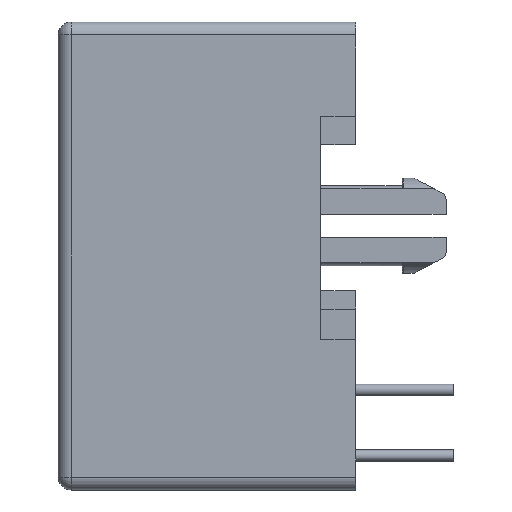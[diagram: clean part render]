
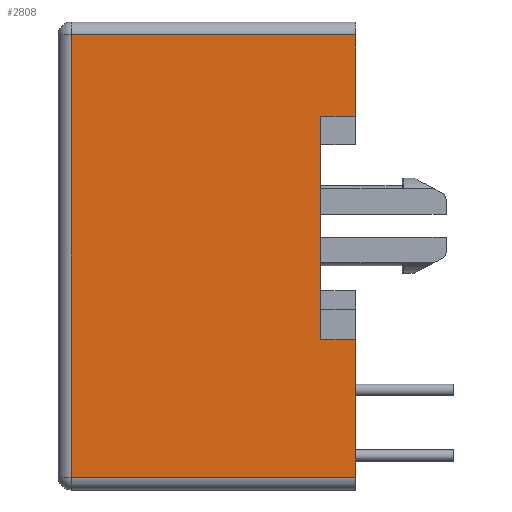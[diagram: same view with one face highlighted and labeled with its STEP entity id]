
A CAD part, left-side view. The second image highlights one B-rep face of the part: STEP entity #2808.
In plain terms, the highlighted planar face has unit normal (-1, 0, 0).
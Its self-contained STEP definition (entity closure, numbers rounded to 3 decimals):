
#26 = EDGE_CURVE ( 'NONE', #4108, #4109, #338, .T. ) ;
#338 = LINE ( 'NONE', #3725, #344 ) ;
#344 = VECTOR ( 'NONE', #3446, 1000. ) ;
#1140 = CARTESIAN_POINT ( 'NONE',  ( 0., 1.35, -3.65 ) ) ;
#1141 = DIRECTION ( 'NONE',  ( 0., -1., 0. ) ) ;
#1142 = CARTESIAN_POINT ( 'NONE',  ( 0., 1.35, -3.65 ) ) ;
#1143 = DIRECTION ( 'NONE',  ( 0., 0., -1. ) ) ;
#1144 = CARTESIAN_POINT ( 'NONE',  ( 0., 1.35, -12.28 ) ) ;
#1145 = DIRECTION ( 'NONE',  ( 0., -1., 0. ) ) ;
#1146 = CARTESIAN_POINT ( 'NONE',  ( 0., 0., -17.6 ) ) ;
#1147 = DIRECTION ( 'NONE',  ( 0., -1., 0. ) ) ;
#1148 = CARTESIAN_POINT ( 'NONE',  ( 0., 11., -18.1 ) ) ;
#1149 = DIRECTION ( 'NONE',  ( 0., 0., -1. ) ) ;
#1150 = CARTESIAN_POINT ( 'NONE',  ( 0., 11.5, -0.5 ) ) ;
#1151 = DIRECTION ( 'NONE',  ( 0., 1., 0. ) ) ;
#1152 = CARTESIAN_POINT ( 'NONE',  ( 0., 0., -18.1 ) ) ;
#1153 = DIRECTION ( 'NONE',  ( 0., 0., 1. ) ) ;
#1274 = CARTESIAN_POINT ( 'NONE',  ( 0., 1.35, -3.65 ) ) ;
#1275 = CARTESIAN_POINT ( 'NONE',  ( 0., 11., -17.6 ) ) ;
#1276 = CARTESIAN_POINT ( 'NONE',  ( 0., 11., -0.5 ) ) ;
#1279 = CARTESIAN_POINT ( 'NONE',  ( 0., 0., -0.5 ) ) ;
#1281 = CARTESIAN_POINT ( 'NONE',  ( 0., 0., -3.65 ) ) ;
#1282 = CARTESIAN_POINT ( 'NONE',  ( 0., 1.35, -12.28 ) ) ;
#1302 = CARTESIAN_POINT ( 'NONE',  ( 0., 0., -17.6 ) ) ;
#1303 = CARTESIAN_POINT ( 'NONE',  ( 0., 0., -12.28 ) ) ;
#1739 = AXIS2_PLACEMENT_3D ( 'NONE', #2192, #2202, #2203 ) ;
#2192 = CARTESIAN_POINT ( 'NONE',  ( 0., 0., -18.1 ) ) ;
#2200 = PLANE ( 'NONE',  #1739 ) ;
#2202 = DIRECTION ( 'NONE',  ( -1., 0., 0. ) ) ;
#2203 = DIRECTION ( 'NONE',  ( 0., 0., 1. ) ) ;
#2382 = FACE_OUTER_BOUND ( 'NONE', #3073, .T. ) ;
#2619 = LINE ( 'NONE', #1140, #2622 ) ;
#2621 = LINE ( 'NONE', #1142, #2624 ) ;
#2622 = VECTOR ( 'NONE', #1141, 1000. ) ;
#2623 = LINE ( 'NONE', #1144, #2626 ) ;
#2624 = VECTOR ( 'NONE', #1143, 1000. ) ;
#2625 = LINE ( 'NONE', #1146, #2628 ) ;
#2626 = VECTOR ( 'NONE', #1145, 1000. ) ;
#2627 = LINE ( 'NONE', #1148, #2630 ) ;
#2628 = VECTOR ( 'NONE', #1147, 1000. ) ;
#2629 = LINE ( 'NONE', #1150, #2632 ) ;
#2630 = VECTOR ( 'NONE', #1149, 1000. ) ;
#2631 = LINE ( 'NONE', #1152, #2634 ) ;
#2632 = VECTOR ( 'NONE', #1151, 1000. ) ;
#2634 = VECTOR ( 'NONE', #1153, 1000. ) ;
#2808 = ADVANCED_FACE ( 'NONE', ( #2382 ), #2200, .T. ) ;
#3073 = EDGE_LOOP ( 'NONE', ( #3233, #3234, #3235, #3236, #3237, #3238, #3239, #3240 ) ) ;
#3233 = ORIENTED_EDGE ( 'NONE', *, *, #3864, .T. ) ;
#3234 = ORIENTED_EDGE ( 'NONE', *, *, #3863, .T. ) ;
#3235 = ORIENTED_EDGE ( 'NONE', *, *, #3862, .T. ) ;
#3236 = ORIENTED_EDGE ( 'NONE', *, *, #3861, .T. ) ;
#3237 = ORIENTED_EDGE ( 'NONE', *, *, #26, .T. ) ;
#3238 = ORIENTED_EDGE ( 'NONE', *, *, #3860, .F. ) ;
#3239 = ORIENTED_EDGE ( 'NONE', *, *, #3859, .F. ) ;
#3240 = ORIENTED_EDGE ( 'NONE', *, *, #3858, .T. ) ;
#3446 = DIRECTION ( 'NONE',  ( 0., 0., 1. ) ) ;
#3725 = CARTESIAN_POINT ( 'NONE',  ( 0., 0., -18.1 ) ) ;
#3858 = EDGE_CURVE ( 'NONE', #4080, #4087, #2619, .T. ) ;
#3859 = EDGE_CURVE ( 'NONE', #4080, #4088, #2621, .T. ) ;
#3860 = EDGE_CURVE ( 'NONE', #4088, #4109, #2623, .T. ) ;
#3861 = EDGE_CURVE ( 'NONE', #4081, #4108, #2625, .T. ) ;
#3862 = EDGE_CURVE ( 'NONE', #4082, #4081, #2627, .T. ) ;
#3863 = EDGE_CURVE ( 'NONE', #4085, #4082, #2629, .T. ) ;
#3864 = EDGE_CURVE ( 'NONE', #4087, #4085, #2631, .T. ) ;
#4080 = VERTEX_POINT ( 'NONE', #1274 ) ;
#4081 = VERTEX_POINT ( 'NONE', #1275 ) ;
#4082 = VERTEX_POINT ( 'NONE', #1276 ) ;
#4085 = VERTEX_POINT ( 'NONE', #1279 ) ;
#4087 = VERTEX_POINT ( 'NONE', #1281 ) ;
#4088 = VERTEX_POINT ( 'NONE', #1282 ) ;
#4108 = VERTEX_POINT ( 'NONE', #1302 ) ;
#4109 = VERTEX_POINT ( 'NONE', #1303 ) ;
